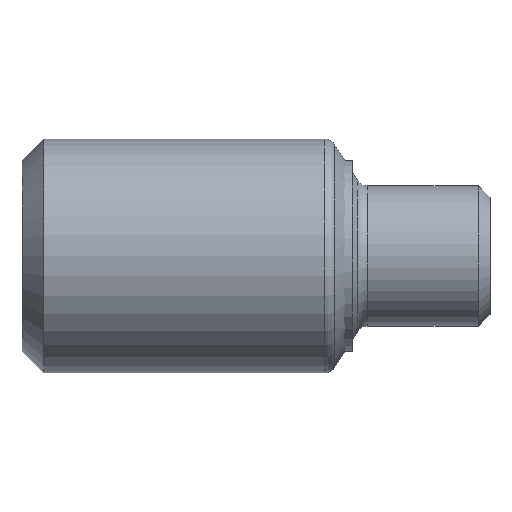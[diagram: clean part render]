
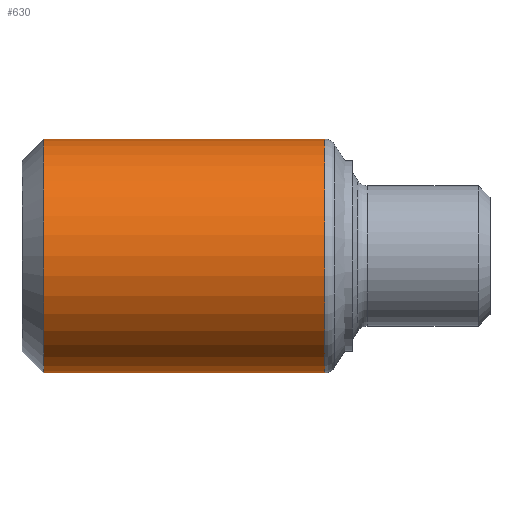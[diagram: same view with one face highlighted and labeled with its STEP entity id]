
A CAD part, top view. The second image highlights one B-rep face of the part: STEP entity #630.
In plain terms, the highlighted cylindrical face has radius 5 mm (diameter 10 mm), a partial arc.
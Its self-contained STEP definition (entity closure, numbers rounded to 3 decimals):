
#81=CARTESIAN_POINT('',(12.928,0.,0.));
#82=DIRECTION('',(-1.,0.,0.));
#83=DIRECTION('',(0.,-1.,0.));
#84=AXIS2_PLACEMENT_3D('',#81,#82,#83);
#91=DIRECTION('',(-1.,0.,0.));
#92=VECTOR('',#91,12.008);
#93=CARTESIAN_POINT('',(12.928,5.,0.));
#94=LINE('',#93,#92);
#95=DIRECTION('',(-1.,0.,0.));
#96=VECTOR('',#95,12.008);
#97=CARTESIAN_POINT('',(12.928,-5.,0.));
#98=LINE('',#97,#96);
#127=CARTESIAN_POINT('',(0.92,0.,0.));
#128=DIRECTION('',(1.,0.,0.));
#129=DIRECTION('',(0.,1.,0.));
#130=AXIS2_PLACEMENT_3D('',#127,#128,#129);
#396=CARTESIAN_POINT('',(0.92,5.,0.));
#398=VERTEX_POINT('',#396);
#400=CARTESIAN_POINT('',(0.92,-5.,0.));
#402=VERTEX_POINT('',#400);
#474=CARTESIAN_POINT('',(12.928,5.,0.));
#475=CARTESIAN_POINT('',(12.928,-5.,0.));
#476=VERTEX_POINT('',#474);
#477=VERTEX_POINT('',#475);
#616=CARTESIAN_POINT('',(0.,0.,0.));
#617=DIRECTION('',(1.,0.,0.));
#618=DIRECTION('',(0.,-1.,0.));
#619=AXIS2_PLACEMENT_3D('',#616,#617,#618);
#620=CYLINDRICAL_SURFACE('',#619,5.);
#621=ORIENTED_EDGE('',*,*,#606,.F.);
#623=ORIENTED_EDGE('',*,*,#622,.T.);
#625=ORIENTED_EDGE('',*,*,#624,.F.);
#627=ORIENTED_EDGE('',*,*,#626,.F.);
#628=EDGE_LOOP('',(#621,#623,#625,#627));
#629=FACE_OUTER_BOUND('',#628,.F.);
#630=ADVANCED_FACE('',(#629),#620,.T.);
#85=CIRCLE('',#84,5.);
#131=CIRCLE('',#130,5.);
#606=EDGE_CURVE('',#477,#476,#85,.T.);
#622=EDGE_CURVE('',#477,#402,#98,.T.);
#624=EDGE_CURVE('',#398,#402,#131,.T.);
#626=EDGE_CURVE('',#476,#398,#94,.T.);
